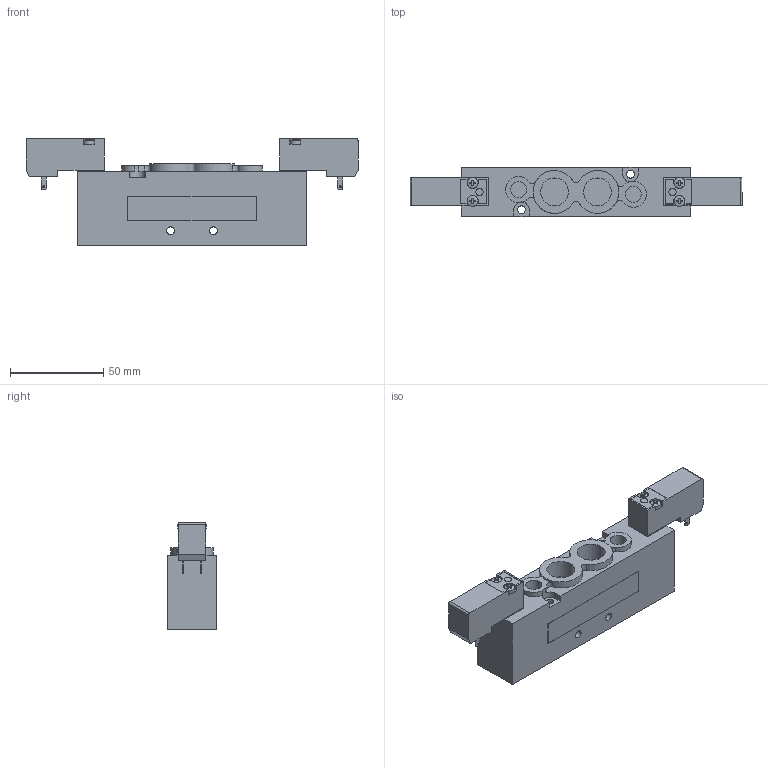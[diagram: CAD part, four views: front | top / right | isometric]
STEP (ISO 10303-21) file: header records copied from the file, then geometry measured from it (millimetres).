
FILE_DESCRIPTION((''),'2;1');
FILE_NAME('2611_53_##_35_1#.stp','2006-01-04T10:37:06',('rivolro1'),(''),'Autodesk Inventor 10','Autodesk Inventor 10','');
FILE_SCHEMA(('AUTOMOTIVE_DESIGN { 1 0 10303 214 1 1 1 1 }'));
Length unit declared in the file: millimetre
Products named in the file (3): 2611_53_##_35_1#; 2611_53_##_35; N33_-R0_
Assembly tree (3 placements, depth 2):
  2611_53_##_35_1#
    2611_53_##_35
    N33_-R0_  x2
Bounding box: 178.2 x 26.5 x 57.7 mm (x, y, z)
Volume: 148094.4 mm3; surface area: 32405.8 mm2
Topology: 5 solids, 5 shells, 260 faces, 643 edges, 428 vertices
Faces by surface type: plane 158, bspline 61, cylinder 39, sphere 2
Full cylindrical faces by diameter (mm): 1 x4, 1.5 x1, 2 x2, 3 x4, 3.9 x2, 5.8 x2
Entity records: 5253 total; most frequent: CARTESIAN_POINT 1329, DIRECTION 774, ORIENTED_EDGE 744, EDGE_CURVE 372, AXIS2_PLACEMENT_3D 270, VERTEX_POINT 268, EDGE_LOOP 248, VECTOR 234
